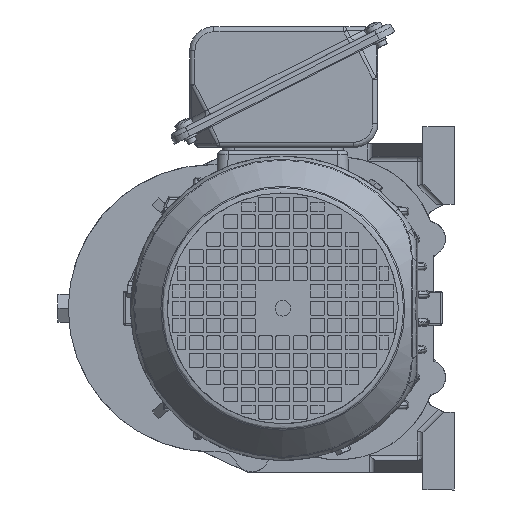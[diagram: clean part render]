
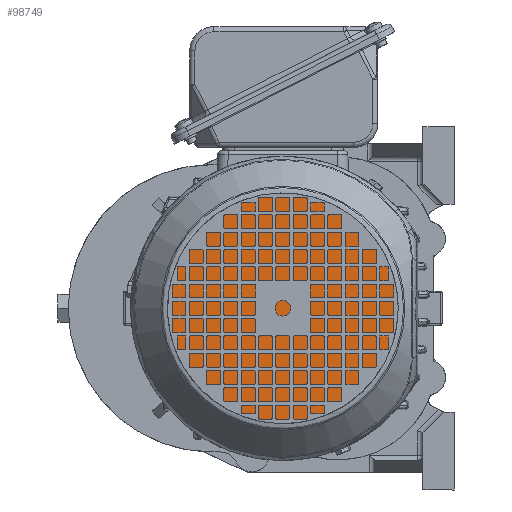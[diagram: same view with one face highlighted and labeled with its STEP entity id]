
A CAD part, left-side view. The second image highlights one B-rep face of the part: STEP entity #98749.
In plain terms, the highlighted planar face has unit normal (-1, 0, 0).
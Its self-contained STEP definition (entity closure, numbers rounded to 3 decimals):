
#127 = DIRECTION ( 'NONE',  ( 0., 1., 0. ) ) ;
#6143 = EDGE_LOOP ( 'NONE', ( #29270 ) ) ;
#8583 = PLANE ( 'NONE',  #100019 ) ;
#21662 = FACE_OUTER_BOUND ( 'NONE', #6143, .T. ) ;
#24701 = DIRECTION ( 'NONE',  ( -1., 0., 0. ) ) ;
#29270 = ORIENTED_EDGE ( 'NONE', *, *, #119877, .T. ) ;
#50920 = AXIS2_PLACEMENT_3D ( 'NONE', #96068, #73782, #85362 ) ;
#58198 = VERTEX_POINT ( 'NONE', #134237 ) ;
#72194 = CARTESIAN_POINT ( 'NONE',  ( -638.569, 205.395, -1065.727 ) ) ;
#73782 = DIRECTION ( 'NONE',  ( -1., 0., 0. ) ) ;
#85362 = DIRECTION ( 'NONE',  ( 0., -1., 0. ) ) ;
#96068 = CARTESIAN_POINT ( 'NONE',  ( -638.569, 135.145, -1065.727 ) ) ;
#98749 = ADVANCED_FACE ( 'NONE', ( #21662 ), #8583, .T. ) ;
#100019 = AXIS2_PLACEMENT_3D ( 'NONE', #72194, #24701, #127 ) ;
#107194 = CIRCLE ( 'NONE', #50920, 72. ) ;
#119877 = EDGE_CURVE ( 'NONE', #58198, #58198, #107194, .T. ) ;
#134237 = CARTESIAN_POINT ( 'NONE',  ( -638.569, 63.145, -1065.727 ) ) ;
